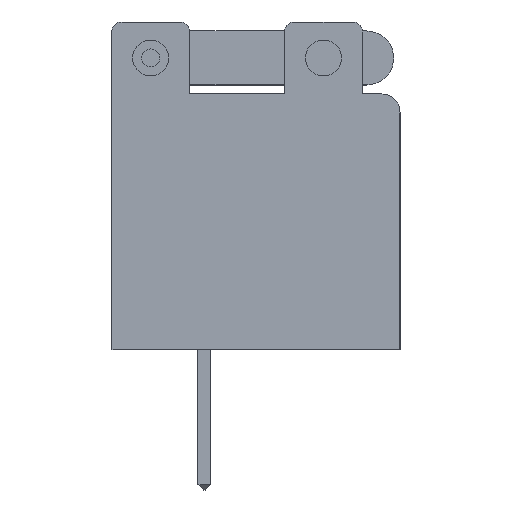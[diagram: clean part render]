
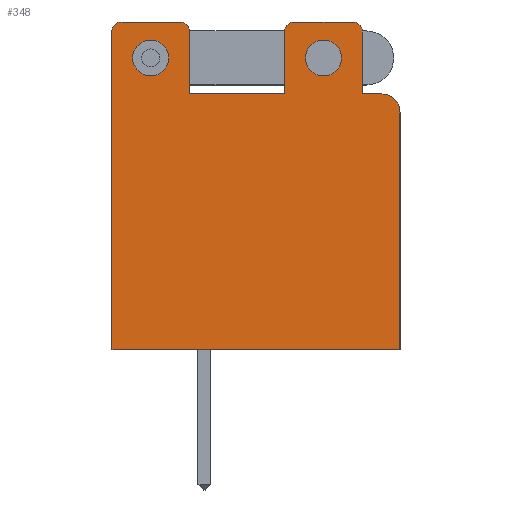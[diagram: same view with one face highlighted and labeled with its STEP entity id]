
A CAD part, left-side view. The second image highlights one B-rep face of the part: STEP entity #348.
In plain terms, the highlighted planar face has unit normal (-1, 0, 0).
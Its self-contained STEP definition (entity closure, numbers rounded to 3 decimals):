
#88 = VERTEX_POINT('',#89);
#89 = CARTESIAN_POINT('',(-5.5,-4.025,17.7));
#95 = EDGE_CURVE('',#88,#96,#98,.T.);
#96 = VERTEX_POINT('',#97);
#97 = CARTESIAN_POINT('',(-5.5,-4.025,14.2));
#98 = LINE('',#99,#100);
#99 = CARTESIAN_POINT('',(-5.5,-4.025,17.7));
#100 = VECTOR('',#101,1.);
#101 = DIRECTION('',(0.,0.,-1.));
#126 = EDGE_CURVE('',#88,#127,#129,.T.);
#127 = VERTEX_POINT('',#128);
#128 = CARTESIAN_POINT('',(-5.5,-3.525,18.2));
#129 = CIRCLE('',#130,0.5);
#130 = AXIS2_PLACEMENT_3D('',#131,#132,#133);
#131 = CARTESIAN_POINT('',(-5.5,-3.525,17.7));
#132 = DIRECTION('',(-1.,0.,0.));
#133 = DIRECTION('',(0.,1.,0.));
#159 = EDGE_CURVE('',#96,#160,#162,.T.);
#160 = VERTEX_POINT('',#161);
#161 = CARTESIAN_POINT('',(-5.5,-5.125,14.2));
#162 = LINE('',#163,#164);
#163 = CARTESIAN_POINT('',(-5.5,-4.025,14.2));
#164 = VECTOR('',#165,1.);
#165 = DIRECTION('',(0.,-1.,0.));
#348 = ADVANCED_FACE('',(#349,#452,#463),#474,.F.);
#349 = FACE_BOUND('',#350,.F.);
#350 = EDGE_LOOP('',(#351,#352,#353,#362,#370,#378,#386,#395,#403,#412,
    #420,#428,#436,#445,#451));
#351 = ORIENTED_EDGE('',*,*,#95,.T.);
#352 = ORIENTED_EDGE('',*,*,#159,.T.);
#353 = ORIENTED_EDGE('',*,*,#354,.F.);
#354 = EDGE_CURVE('',#355,#160,#357,.T.);
#355 = VERTEX_POINT('',#356);
#356 = CARTESIAN_POINT('',(-5.5,-6.125,13.2));
#357 = CIRCLE('',#358,1.);
#358 = AXIS2_PLACEMENT_3D('',#359,#360,#361);
#359 = CARTESIAN_POINT('',(-5.5,-5.125,13.2));
#360 = DIRECTION('',(-1.,0.,0.));
#361 = DIRECTION('',(0.,1.,0.));
#362 = ORIENTED_EDGE('',*,*,#363,.T.);
#363 = EDGE_CURVE('',#355,#364,#366,.T.);
#364 = VERTEX_POINT('',#365);
#365 = CARTESIAN_POINT('',(-5.5,-6.125,0.));
#366 = LINE('',#367,#368);
#367 = CARTESIAN_POINT('',(-5.5,-6.125,13.2));
#368 = VECTOR('',#369,1.);
#369 = DIRECTION('',(0.,0.,-1.));
#370 = ORIENTED_EDGE('',*,*,#371,.T.);
#371 = EDGE_CURVE('',#364,#372,#374,.T.);
#372 = VERTEX_POINT('',#373);
#373 = CARTESIAN_POINT('',(-5.5,9.875,0.));
#374 = LINE('',#375,#376);
#375 = CARTESIAN_POINT('',(-5.5,-6.125,0.));
#376 = VECTOR('',#377,1.);
#377 = DIRECTION('',(0.,1.,0.));
#378 = ORIENTED_EDGE('',*,*,#379,.T.);
#379 = EDGE_CURVE('',#372,#380,#382,.T.);
#380 = VERTEX_POINT('',#381);
#381 = CARTESIAN_POINT('',(-5.5,9.875,17.7));
#382 = LINE('',#383,#384);
#383 = CARTESIAN_POINT('',(-5.5,9.875,0.));
#384 = VECTOR('',#385,1.);
#385 = DIRECTION('',(0.,0.,1.));
#386 = ORIENTED_EDGE('',*,*,#387,.F.);
#387 = EDGE_CURVE('',#388,#380,#390,.T.);
#388 = VERTEX_POINT('',#389);
#389 = CARTESIAN_POINT('',(-5.5,9.375,18.2));
#390 = CIRCLE('',#391,0.5);
#391 = AXIS2_PLACEMENT_3D('',#392,#393,#394);
#392 = CARTESIAN_POINT('',(-5.5,9.375,17.7));
#393 = DIRECTION('',(-1.,0.,0.));
#394 = DIRECTION('',(0.,1.,0.));
#395 = ORIENTED_EDGE('',*,*,#396,.T.);
#396 = EDGE_CURVE('',#388,#397,#399,.T.);
#397 = VERTEX_POINT('',#398);
#398 = CARTESIAN_POINT('',(-5.5,6.075,18.2));
#399 = LINE('',#400,#401);
#400 = CARTESIAN_POINT('',(-5.5,9.375,18.2));
#401 = VECTOR('',#402,1.);
#402 = DIRECTION('',(0.,-1.,0.));
#403 = ORIENTED_EDGE('',*,*,#404,.F.);
#404 = EDGE_CURVE('',#405,#397,#407,.T.);
#405 = VERTEX_POINT('',#406);
#406 = CARTESIAN_POINT('',(-5.5,5.575,17.7));
#407 = CIRCLE('',#408,0.5);
#408 = AXIS2_PLACEMENT_3D('',#409,#410,#411);
#409 = CARTESIAN_POINT('',(-5.5,6.075,17.7));
#410 = DIRECTION('',(-1.,0.,0.));
#411 = DIRECTION('',(0.,1.,0.));
#412 = ORIENTED_EDGE('',*,*,#413,.T.);
#413 = EDGE_CURVE('',#405,#414,#416,.T.);
#414 = VERTEX_POINT('',#415);
#415 = CARTESIAN_POINT('',(-5.5,5.575,14.2));
#416 = LINE('',#417,#418);
#417 = CARTESIAN_POINT('',(-5.5,5.575,17.7));
#418 = VECTOR('',#419,1.);
#419 = DIRECTION('',(0.,0.,-1.));
#420 = ORIENTED_EDGE('',*,*,#421,.T.);
#421 = EDGE_CURVE('',#414,#422,#424,.T.);
#422 = VERTEX_POINT('',#423);
#423 = CARTESIAN_POINT('',(-5.5,0.275,14.2));
#424 = LINE('',#425,#426);
#425 = CARTESIAN_POINT('',(-5.5,5.575,14.2));
#426 = VECTOR('',#427,1.);
#427 = DIRECTION('',(0.,-1.,0.));
#428 = ORIENTED_EDGE('',*,*,#429,.T.);
#429 = EDGE_CURVE('',#422,#430,#432,.T.);
#430 = VERTEX_POINT('',#431);
#431 = CARTESIAN_POINT('',(-5.5,0.275,17.7));
#432 = LINE('',#433,#434);
#433 = CARTESIAN_POINT('',(-5.5,0.275,14.2));
#434 = VECTOR('',#435,1.);
#435 = DIRECTION('',(0.,0.,1.));
#436 = ORIENTED_EDGE('',*,*,#437,.F.);
#437 = EDGE_CURVE('',#438,#430,#440,.T.);
#438 = VERTEX_POINT('',#439);
#439 = CARTESIAN_POINT('',(-5.5,-0.225,18.2));
#440 = CIRCLE('',#441,0.5);
#441 = AXIS2_PLACEMENT_3D('',#442,#443,#444);
#442 = CARTESIAN_POINT('',(-5.5,-0.225,17.7));
#443 = DIRECTION('',(-1.,0.,0.));
#444 = DIRECTION('',(0.,1.,0.));
#445 = ORIENTED_EDGE('',*,*,#446,.T.);
#446 = EDGE_CURVE('',#438,#127,#447,.T.);
#447 = LINE('',#448,#449);
#448 = CARTESIAN_POINT('',(-5.5,-0.225,18.2));
#449 = VECTOR('',#450,1.);
#450 = DIRECTION('',(0.,-1.,0.));
#451 = ORIENTED_EDGE('',*,*,#126,.F.);
#452 = FACE_BOUND('',#453,.F.);
#453 = EDGE_LOOP('',(#454));
#454 = ORIENTED_EDGE('',*,*,#455,.T.);
#455 = EDGE_CURVE('',#456,#456,#458,.T.);
#456 = VERTEX_POINT('',#457);
#457 = CARTESIAN_POINT('',(-5.5,8.725,16.2));
#458 = CIRCLE('',#459,1.);
#459 = AXIS2_PLACEMENT_3D('',#460,#461,#462);
#460 = CARTESIAN_POINT('',(-5.5,7.725,16.2));
#461 = DIRECTION('',(-1.,0.,0.));
#462 = DIRECTION('',(0.,1.,0.));
#463 = FACE_BOUND('',#464,.F.);
#464 = EDGE_LOOP('',(#465));
#465 = ORIENTED_EDGE('',*,*,#466,.T.);
#466 = EDGE_CURVE('',#467,#467,#469,.T.);
#467 = VERTEX_POINT('',#468);
#468 = CARTESIAN_POINT('',(-5.5,-0.875,16.2));
#469 = CIRCLE('',#470,1.);
#470 = AXIS2_PLACEMENT_3D('',#471,#472,#473);
#471 = CARTESIAN_POINT('',(-5.5,-1.875,16.2));
#472 = DIRECTION('',(-1.,0.,0.));
#473 = DIRECTION('',(0.,1.,0.));
#474 = PLANE('',#475);
#475 = AXIS2_PLACEMENT_3D('',#476,#477,#478);
#476 = CARTESIAN_POINT('',(-5.5,2.135,9.321));
#477 = DIRECTION('',(1.,0.,0.));
#478 = DIRECTION('',(0.,1.,0.));
